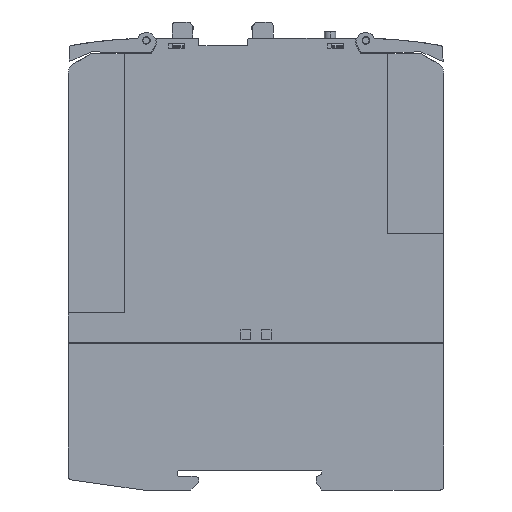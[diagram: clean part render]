
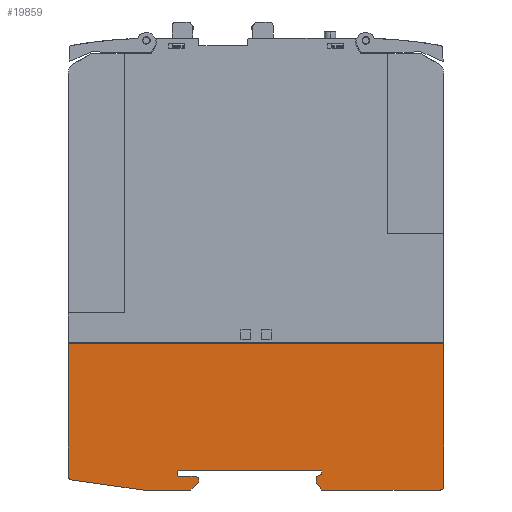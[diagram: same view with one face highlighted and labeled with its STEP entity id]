
A CAD part, left-side view. The second image highlights one B-rep face of the part: STEP entity #19859.
In plain terms, the highlighted planar face has unit normal (-1, 0, 0).
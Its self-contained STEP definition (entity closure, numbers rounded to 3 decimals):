
#19859=ADVANCED_FACE('',(#54752),#54753,.T.);
#33439=VERTEX_POINT('',#69714);
#33441=VERTEX_POINT('',#69716);
#33443=EDGE_CURVE('',#33439,#33441,#69718,.T.);
#33455=VERTEX_POINT('',#69730);
#33457=EDGE_CURVE('',#33441,#33455,#69732,.T.);
#33465=VERTEX_POINT('',#69740);
#33467=VERTEX_POINT('',#69742);
#33469=EDGE_CURVE('',#33465,#33467,#69744,.T.);
#33481=VERTEX_POINT('',#69756);
#33483=EDGE_CURVE('',#33467,#33481,#69758,.T.);
#33491=VERTEX_POINT('',#69766);
#33493=EDGE_CURVE('',#33481,#33491,#69768,.T.);
#33501=VERTEX_POINT('',#69776);
#33503=EDGE_CURVE('',#33491,#33501,#69778,.T.);
#33511=VERTEX_POINT('',#69786);
#33513=EDGE_CURVE('',#33501,#33511,#69788,.T.);
#33521=VERTEX_POINT('',#69796);
#33523=EDGE_CURVE('',#33511,#33521,#69798,.T.);
#33531=VERTEX_POINT('',#69806);
#33533=EDGE_CURVE('',#33521,#33531,#69808,.T.);
#33541=VERTEX_POINT('',#69816);
#33543=EDGE_CURVE('',#33531,#33541,#69818,.T.);
#33551=VERTEX_POINT('',#69826);
#33553=EDGE_CURVE('',#33541,#33551,#69828,.T.);
#33561=VERTEX_POINT('',#69836);
#33563=EDGE_CURVE('',#33551,#33561,#69838,.T.);
#33571=VERTEX_POINT('',#69846);
#33573=EDGE_CURVE('',#33561,#33571,#69848,.T.);
#33581=VERTEX_POINT('',#69856);
#33583=EDGE_CURVE('',#33571,#33581,#69858,.T.);
#33591=VERTEX_POINT('',#69866);
#33593=EDGE_CURVE('',#33581,#33591,#69868,.T.);
#33601=VERTEX_POINT('',#69876);
#33603=EDGE_CURVE('',#33591,#33601,#69878,.T.);
#33611=EDGE_CURVE('',#33601,#33439,#69886,.T.);
#38747=VERTEX_POINT('',#75022);
#38749=EDGE_CURVE('',#33455,#38747,#75024,.T.);
#38763=VERTEX_POINT('',#75038);
#38765=EDGE_CURVE('',#38763,#33465,#75040,.T.);
#38769=EDGE_CURVE('',#38747,#38763,#75044,.T.);
#54752=FACE_OUTER_BOUND('',#91026,.T.);
#54753=PLANE('',#91027);
#69714=CARTESIAN_POINT('',(0.0,80.0,0.0));
#69716=CARTESIAN_POINT('',(0.0,99.139,2.69));
#69718=LINE('',#112052,#112053);
#69730=CARTESIAN_POINT('',(0.0,100.0,3.68));
#69732=CIRCLE('',#112074,1.);
#69740=CARTESIAN_POINT('',(0.0,0.0,1.0));
#69742=CARTESIAN_POINT('',(0.0,1.0,0.));
#69744=CIRCLE('',#112090,1.);
#69756=CARTESIAN_POINT('',(0.0,32.521,0.0));
#69758=LINE('',#112110,#112111);
#69766=CARTESIAN_POINT('',(0.0,34.0,2.113));
#69768=LINE('',#112126,#112127);
#69776=CARTESIAN_POINT('',(0.0,34.0,3.613));
#69778=LINE('',#112142,#112143);
#69786=CARTESIAN_POINT('',(0.0,32.5,4.1));
#69788=LINE('',#112158,#112159);
#69796=CARTESIAN_POINT('',(0.0,32.5,5.1));
#69798=LINE('',#112174,#112175);
#69806=CARTESIAN_POINT('',(0.0,70.6,5.1));
#69808=LINE('',#112190,#112191);
#69816=CARTESIAN_POINT('',(0.0,71.0,4.7));
#69818=CIRCLE('',#112206,0.4);
#69826=CARTESIAN_POINT('',(0.0,71.0,4.1));
#69828=LINE('',#112220,#112221);
#69836=CARTESIAN_POINT('',(0.0,70.6,3.7));
#69838=CIRCLE('',#112236,0.4);
#69846=CARTESIAN_POINT('',(0.0,66.2,3.7));
#69848=LINE('',#112250,#112251);
#69856=CARTESIAN_POINT('',(0.0,65.2,3.234));
#69858=LINE('',#112266,#112267);
#69866=CARTESIAN_POINT('',(0.0,65.2,2.113));
#69868=LINE('',#112282,#112283);
#69876=CARTESIAN_POINT('',(0.0,67.313,0.0));
#69878=LINE('',#112298,#112299);
#69886=LINE('',#112312,#112313);
#75022=CARTESIAN_POINT('',(0.0,100.0,39.0));
#75024=LINE('',#120269,#120270);
#75038=CARTESIAN_POINT('',(0.0,0.0,39.0));
#75040=LINE('',#120295,#120296);
#75044=LINE('',#120303,#120304);
#91026=EDGE_LOOP('',(#153108,#153109,#153110,#153111,#153112,#153113,#153114,#153115,#153116,#153117,#153118,#153119,#153120,#153121,#153122,#153123,#153124,#153125,#153126,#153127));
#91027=AXIS2_PLACEMENT_3D('',#153128,#153129,#153130);
#112052=CARTESIAN_POINT('',(0.0,80.0,0.0));
#112053=VECTOR('',#170103,1.0);
#112074=AXIS2_PLACEMENT_3D('',#170107,#170108,#170109);
#112090=AXIS2_PLACEMENT_3D('',#170114,#170115,#170116);
#112110=CARTESIAN_POINT('',(0.0,1.0,0.0));
#112111=VECTOR('',#170122,1.0);
#112126=CARTESIAN_POINT('',(0.0,32.521,0.0));
#112127=VECTOR('',#170125,1.0);
#112142=CARTESIAN_POINT('',(0.0,34.0,2.113));
#112143=VECTOR('',#170128,1.0);
#112158=CARTESIAN_POINT('',(0.0,34.0,3.613));
#112159=VECTOR('',#170131,1.0);
#112174=CARTESIAN_POINT('',(0.0,32.5,4.1));
#112175=VECTOR('',#170134,1.0);
#112190=CARTESIAN_POINT('',(0.0,32.5,5.1));
#112191=VECTOR('',#170137,1.0);
#112206=AXIS2_PLACEMENT_3D('',#170140,#170141,#170142);
#112220=CARTESIAN_POINT('',(0.0,71.0,4.7));
#112221=VECTOR('',#170147,1.0);
#112236=AXIS2_PLACEMENT_3D('',#170150,#170151,#170152);
#112250=CARTESIAN_POINT('',(0.0,70.6,3.7));
#112251=VECTOR('',#170157,1.0);
#112266=CARTESIAN_POINT('',(0.0,66.2,3.7));
#112267=VECTOR('',#170160,1.0);
#112282=CARTESIAN_POINT('',(0.0,65.2,3.234));
#112283=VECTOR('',#170163,1.0);
#112298=CARTESIAN_POINT('',(0.0,65.2,2.113));
#112299=VECTOR('',#170166,1.0);
#112312=CARTESIAN_POINT('',(0.0,67.313,0.0));
#112313=VECTOR('',#170169,1.0);
#120269=CARTESIAN_POINT('',(0.0,100.0,3.68));
#120270=VECTOR('',#172642,1.0);
#120295=CARTESIAN_POINT('',(0.0,0.0,39.0));
#120296=VECTOR('',#172647,1.0);
#120303=CARTESIAN_POINT('',(0.0,100.0,39.0));
#120304=VECTOR('',#172649,1.0);
#153108=ORIENTED_EDGE('',*,*,#33611,.F.);
#153109=ORIENTED_EDGE('',*,*,#33603,.F.);
#153110=ORIENTED_EDGE('',*,*,#33593,.F.);
#153111=ORIENTED_EDGE('',*,*,#33583,.F.);
#153112=ORIENTED_EDGE('',*,*,#33573,.F.);
#153113=ORIENTED_EDGE('',*,*,#33563,.F.);
#153114=ORIENTED_EDGE('',*,*,#33553,.F.);
#153115=ORIENTED_EDGE('',*,*,#33543,.F.);
#153116=ORIENTED_EDGE('',*,*,#33533,.F.);
#153117=ORIENTED_EDGE('',*,*,#33523,.F.);
#153118=ORIENTED_EDGE('',*,*,#33513,.F.);
#153119=ORIENTED_EDGE('',*,*,#33503,.F.);
#153120=ORIENTED_EDGE('',*,*,#33493,.F.);
#153121=ORIENTED_EDGE('',*,*,#33483,.F.);
#153122=ORIENTED_EDGE('',*,*,#33469,.F.);
#153123=ORIENTED_EDGE('',*,*,#38765,.F.);
#153124=ORIENTED_EDGE('',*,*,#38769,.F.);
#153125=ORIENTED_EDGE('',*,*,#38749,.F.);
#153126=ORIENTED_EDGE('',*,*,#33457,.F.);
#153127=ORIENTED_EDGE('',*,*,#33443,.F.);
#153128=CARTESIAN_POINT('',(0.0,50.091,19.222));
#153129=DIRECTION('',(-1.0,0.0,0.0));
#153130=DIRECTION('',(0.0,1.0,0.0));
#170103=DIRECTION('',(0.0,0.99,0.139));
#170107=CARTESIAN_POINT('',(0.0,99.,3.68));
#170108=DIRECTION('',(1.0,0.0,-0.0));
#170109=DIRECTION('',(0.0,1.0,0.));
#170114=CARTESIAN_POINT('',(0.0,1.,1.));
#170115=DIRECTION('',(1.0,0.0,0.0));
#170116=DIRECTION('',(0.0,0.,-1.0));
#170122=DIRECTION('',(0.0,1.0,0.0));
#170125=DIRECTION('',(0.0,0.574,0.819));
#170128=DIRECTION('',(0.0,0.0,1.0));
#170131=DIRECTION('',(0.0,-0.951,0.309));
#170134=DIRECTION('',(0.0,0.0,1.0));
#170137=DIRECTION('',(0.0,1.0,0.0));
#170140=CARTESIAN_POINT('',(0.0,70.6,4.7));
#170141=DIRECTION('',(-1.0,0.0,0.0));
#170142=DIRECTION('',(0.0,0.,1.0));
#170147=DIRECTION('',(0.0,0.0,-1.0));
#170150=CARTESIAN_POINT('',(0.0,70.6,4.1));
#170151=DIRECTION('',(-1.0,0.0,0.0));
#170152=DIRECTION('',(0.0,1.0,0.));
#170157=DIRECTION('',(0.0,-1.0,0.0));
#170160=DIRECTION('',(0.0,-0.906,-0.423));
#170163=DIRECTION('',(0.0,0.0,-1.0));
#170166=DIRECTION('',(0.0,0.707,-0.707));
#170169=DIRECTION('',(0.0,1.0,0.0));
#172642=DIRECTION('',(0.0,0.0,1.0));
#172647=DIRECTION('',(0.0,0.0,-1.0));
#172649=DIRECTION('',(0.0,-1.0,0.0));
